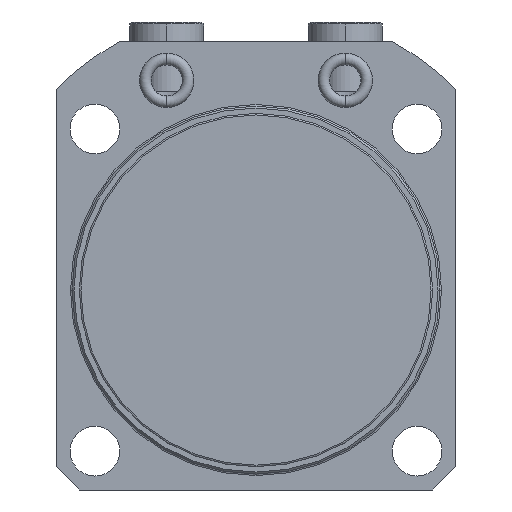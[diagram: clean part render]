
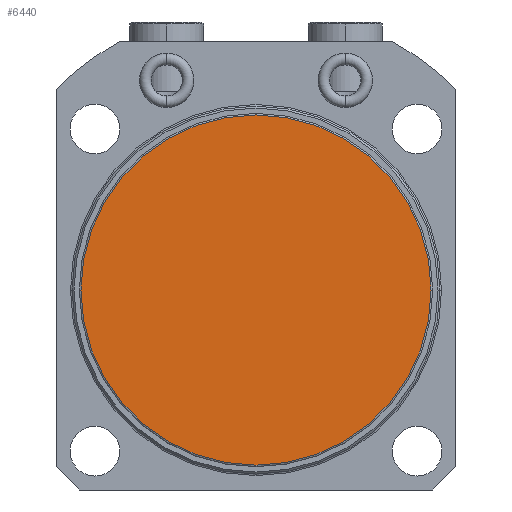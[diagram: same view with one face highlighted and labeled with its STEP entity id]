
A CAD part, front view. The second image highlights one B-rep face of the part: STEP entity #6440.
In plain terms, the highlighted planar face has unit normal (0, -1, 0).
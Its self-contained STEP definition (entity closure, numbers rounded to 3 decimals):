
#2331=CARTESIAN_POINT('',(0.,-97.5,0.));
#2332=DIRECTION('',(0.,-1.,0.));
#2333=DIRECTION('',(0.,0.,1.));
#2334=AXIS2_PLACEMENT_3D('',#2331,#2332,#2333);
#2339=CARTESIAN_POINT('',(0.,-97.5,0.));
#2340=DIRECTION('',(0.,-1.,0.));
#2341=DIRECTION('',(0.,0.,-1.));
#2342=AXIS2_PLACEMENT_3D('',#2339,#2340,#2341);
#4549=CARTESIAN_POINT('',(0.,-97.5,45.1));
#4550=CARTESIAN_POINT('',(0.,-97.5,-45.1));
#4551=VERTEX_POINT('',#4549);
#4552=VERTEX_POINT('',#4550);
#6430=CARTESIAN_POINT('',(0.,-97.5,0.));
#6431=DIRECTION('',(0.,-1.,0.));
#6432=DIRECTION('',(0.,0.,-1.));
#6433=AXIS2_PLACEMENT_3D('',#6430,#6431,#6432);
#6434=PLANE('',#6433);
#6436=ORIENTED_EDGE('',*,*,#6435,.F.);
#6437=ORIENTED_EDGE('',*,*,#6420,.F.);
#6438=EDGE_LOOP('',(#6436,#6437));
#6439=FACE_OUTER_BOUND('',#6438,.F.);
#2335=CIRCLE('',#2334,45.1);
#2343=CIRCLE('',#2342,45.1);
#6420=EDGE_CURVE('',#4552,#4551,#2343,.T.);
#6435=EDGE_CURVE('',#4551,#4552,#2335,.T.);
#6440=ADVANCED_FACE('',(#6439),#6434,.T.);
